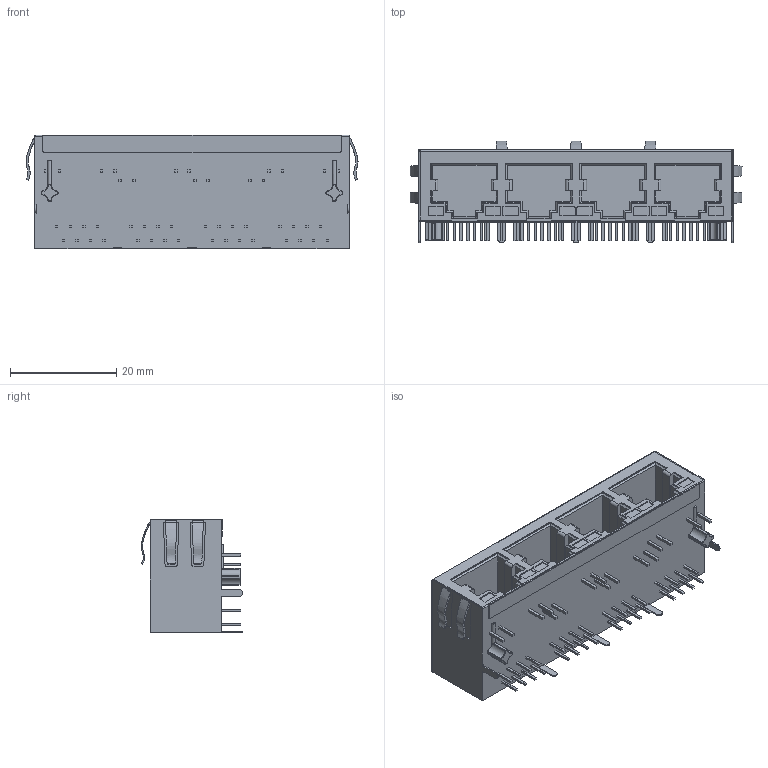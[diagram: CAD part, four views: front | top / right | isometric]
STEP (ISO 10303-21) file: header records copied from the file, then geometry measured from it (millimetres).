
FILE_DESCRIPTION (( 'STEP AP214' ), '1' );
FILE_NAME ('TMJ46204AENL.STEP', '2023-09-21T03:12:49', ( '' ), ( '' ), 'SwSTEP 2.0', 'SolidWorks 2022', '' );
FILE_SCHEMA (( 'AUTOMOTIVE_DESIGN' ));
Length unit declared in the file: millimetre
Products named in the file (1): TMJ46204AENL
Bounding box: 62.36 x 19.04 x 21.3 mm (x, y, z)
Volume: 13296.3 mm3; surface area: 7271.6 mm2
Topology: 1 solids, 1 shells, 1179 faces, 3123 edges, 2032 vertices
Faces by surface type: plane 842, cylinder 179, bspline 120, sphere 22, torus 16
Entity records: 39486 total; most frequent: CARTESIAN_POINT 11319, ORIENTED_EDGE 6210, DIRECTION 5101, EDGE_CURVE 3105, VECTOR 2203, LINE 2203, VERTEX_POINT 2032, AXIS2_PLACEMENT_3D 1449
